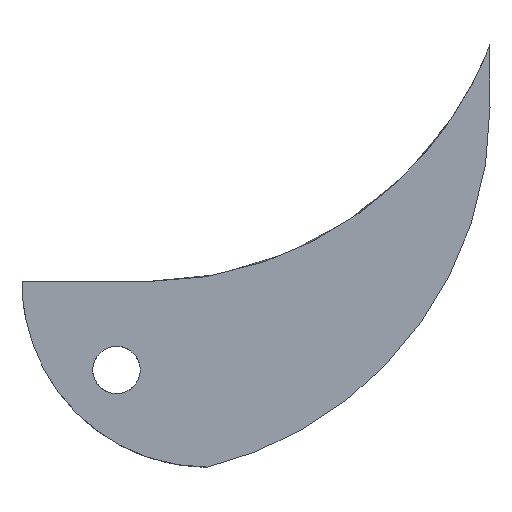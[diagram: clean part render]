
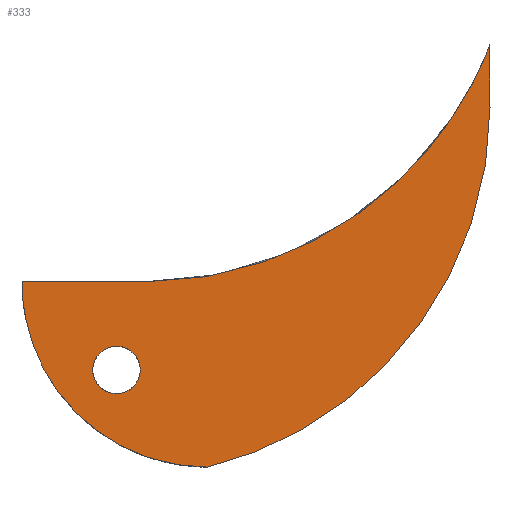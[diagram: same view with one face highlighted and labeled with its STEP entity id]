
A CAD part, front view. The second image highlights one B-rep face of the part: STEP entity #333.
In plain terms, the highlighted free-form (B-spline) face has degree [1, 1] with [2, 2] control points.
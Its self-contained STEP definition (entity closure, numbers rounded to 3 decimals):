
#14 = ORIENTED_EDGE ( 'NONE', *, *, #570, .F. ) ;
#24 = CARTESIAN_POINT ( 'NONE',  ( 30.695, 1959.327, 94.292 ) ) ;
#31 = FACE_BOUND ( 'NONE', #525, .T. ) ;
#33 = CARTESIAN_POINT ( 'NONE',  ( 30.695, 1959.327, 94.292 ) ) ;
#41 = CARTESIAN_POINT ( 'NONE',  ( -27.101, 1959.327, -76.861 ) ) ;
#52 = CARTESIAN_POINT ( 'NONE',  ( -180.442, 1959.327, -100. ) ) ;
#59 =( BOUNDED_CURVE ( )  B_SPLINE_CURVE ( 3, ( #24, #435, #41, #219 ),
 .UNSPECIFIED., .F., .T. ) 
 B_SPLINE_CURVE_WITH_KNOTS ( ( 4, 4 ),
 ( 0., 1.331 ),
 .UNSPECIFIED. ) 
 CURVE ( )  GEOMETRIC_REPRESENTATION_ITEM ( )  RATIONAL_B_SPLINE_CURVE ( ( 0.958, 0.802, 0.776, 0.882 ) ) 
 REPRESENTATION_ITEM ( '' )  );
#63 = CARTESIAN_POINT ( 'NONE',  ( -221.863, 1959.327, 0. ) ) ;
#84 = CARTESIAN_POINT ( 'NONE',  ( -178.371, 1959.327, -34.744 ) ) ;
#89 = CARTESIAN_POINT ( 'NONE',  ( 30.695, 1959.327, 127.903 ) ) ;
#91 = CARTESIAN_POINT ( 'NONE',  ( -106.116, 1959.327, 6.189 ) ) ;
#102 = EDGE_CURVE ( 'NONE', #147, #948, #203, .T. ) ;
#123 = CARTESIAN_POINT ( 'NONE',  ( -13.55, 1959.328, 59.168 ) ) ;
#147 = VERTEX_POINT ( 'NONE', #89 ) ;
#174 = CARTESIAN_POINT ( 'NONE',  ( -149.328, 1959.327, 0. ) ) ;
#179 = EDGE_CURVE ( 'NONE', #384, #752, #374, .T. ) ;
#199 =( BOUNDED_CURVE ( )  B_SPLINE_CURVE ( 3, ( #223, #52, #720, #63 ),
 .UNSPECIFIED., .F., .T. ) 
 B_SPLINE_CURVE_WITH_KNOTS ( ( 4, 4 ),
 ( -1.571, 0. ),
 .UNSPECIFIED. ) 
 CURVE ( )  GEOMETRIC_REPRESENTATION_ITEM ( )  RATIONAL_B_SPLINE_CURVE ( ( 1., 0.805, 0.805, 1. ) ) 
 REPRESENTATION_ITEM ( '' )  );
#203 = B_SPLINE_CURVE_WITH_KNOTS ( 'NONE', 1,
 ( #222, #1026 ),
 .UNSPECIFIED., .F., .F.,
 ( 2, 2 ),
 ( -1., 0. ),
 .UNSPECIFIED. ) ;
#209 = CARTESIAN_POINT ( 'NONE',  ( 30.695, 1959.327, -101.367 ) ) ;
#212 = VERTEX_POINT ( 'NONE', #426 ) ;
#219 = CARTESIAN_POINT ( 'NONE',  ( -121.863, 1959.327, -100. ) ) ;
#222 = CARTESIAN_POINT ( 'NONE',  ( 30.695, 1959.327, 127.903 ) ) ;
#223 = CARTESIAN_POINT ( 'NONE',  ( -121.863, 1959.327, -100. ) ) ;
#250 = B_SPLINE_CURVE_WITH_KNOTS ( 'NONE', 1,
 ( #390, #470 ),
 .UNSPECIFIED., .F., .F.,
 ( 2, 2 ),
 ( 0., 1. ),
 .UNSPECIFIED. ) ;
#252 = CARTESIAN_POINT ( 'NONE',  ( -170.86, 1959.327, -60.39 ) ) ;
#259 = CARTESIAN_POINT ( 'NONE',  ( -44.39, 1959.328, 33.584 ) ) ;
#263 = CARTESIAN_POINT ( 'NONE',  ( -183.682, 1959.327, -40.056 ) ) ;
#265 = CARTESIAN_POINT ( 'NONE',  ( -155.858, 1959.327, 0. ) ) ;
#276 = EDGE_CURVE ( 'NONE', #752, #384, #710, .T. ) ;
#287 = VERTEX_POINT ( 'NONE', #430 ) ;
#291 = ORIENTED_EDGE ( 'NONE', *, *, #276, .F. ) ;
#293 = FACE_OUTER_BOUND ( 'NONE', #867, .T. ) ;
#332 = CARTESIAN_POINT ( 'NONE',  ( -63.117, 1959.327, 22.719 ) ) ;
#333 = ADVANCED_FACE ( 'NONE', ( #31, #293 ), #431, .F. ) ;
#334 = CARTESIAN_POINT ( 'NONE',  ( -170.86, 1959.327, -60.39 ) ) ;
#338 = CARTESIAN_POINT ( 'NONE',  ( -130.27, 1959.327, 1.536 ) ) ;
#353 = VERTEX_POINT ( 'NONE', #537 ) ;
#360 = CARTESIAN_POINT ( 'NONE',  ( 4.316, 1959.328, 79.929 ) ) ;
#361 = CARTESIAN_POINT ( 'NONE',  ( -223.379, 1959.327, -101.367 ) ) ;
#372 = CARTESIAN_POINT ( 'NONE',  ( 28.181, 1959.327, 121.398 ) ) ;
#374 =( BOUNDED_CURVE ( )  B_SPLINE_CURVE ( 3, ( #396, #84, #263, #1044, #483, #803, #252 ),
 .UNSPECIFIED., .F., .T. ) 
 B_SPLINE_CURVE_WITH_KNOTS ( ( 4, 3, 4 ),
 ( -3.142, -1.571, 0. ),
 .UNSPECIFIED. ) 
 CURVE ( )  GEOMETRIC_REPRESENTATION_ITEM ( )  RATIONAL_B_SPLINE_CURVE ( ( 1., 0.805, 0.805, 1., 0.805, 0.805, 1. ) ) 
 REPRESENTATION_ITEM ( '' )  );
#384 = VERTEX_POINT ( 'NONE', #1019 ) ;
#390 = CARTESIAN_POINT ( 'NONE',  ( -221.863, 1959.327, 0. ) ) ;
#396 = CARTESIAN_POINT ( 'NONE',  ( -170.86, 1959.327, -34.744 ) ) ;
#414 = CARTESIAN_POINT ( 'NONE',  ( -78.348, 1959.327, 15.55 ) ) ;
#415 = CARTESIAN_POINT ( 'NONE',  ( -145.214, 1959.327, -60.39 ) ) ;
#424 = CARTESIAN_POINT ( 'NONE',  ( -124.083, 1959.327, 2.436 ) ) ;
#426 = CARTESIAN_POINT ( 'NONE',  ( -221.863, 1959.327, 0. ) ) ;
#430 = CARTESIAN_POINT ( 'NONE',  ( -155.858, 1959.327, 0. ) ) ;
#431 = B_SPLINE_SURFACE_WITH_KNOTS ( 'NONE', 1, 1, ( 
 ( #527, #677 ),
 ( #209, #361 ) ),
 .UNSPECIFIED., .F., .F., .F.,
 ( 2, 2 ),
 ( 2, 2 ),
 ( 0., 1. ),
 ( 0., 1. ),
 .UNSPECIFIED. ) ;
#435 = CARTESIAN_POINT ( 'NONE',  ( 30.695, 1959.327, -0.162 ) ) ;
#452 = CARTESIAN_POINT ( 'NONE',  ( 25.19, 1959.327, 114.668 ) ) ;
#470 = CARTESIAN_POINT ( 'NONE',  ( -155.858, 1959.327, 0. ) ) ;
#478 = EDGE_CURVE ( 'NONE', #287, #147, #829, .T. ) ;
#483 = CARTESIAN_POINT ( 'NONE',  ( -183.682, 1959.327, -55.079 ) ) ;
#510 = CARTESIAN_POINT ( 'NONE',  ( -142.893, 1959.327, 0.318 ) ) ;
#511 = CARTESIAN_POINT ( 'NONE',  ( -170.86, 1959.327, -34.744 ) ) ;
#525 = EDGE_LOOP ( 'NONE', ( #939, #291 ) ) ;
#527 = CARTESIAN_POINT ( 'NONE',  ( 30.695, 1959.327, 129.271 ) ) ;
#537 = CARTESIAN_POINT ( 'NONE',  ( -121.863, 1959.327, -100. ) ) ;
#570 = EDGE_CURVE ( 'NONE', #948, #353, #59, .T. ) ;
#579 = CARTESIAN_POINT ( 'NONE',  ( -35.904, 1959.328, 39.646 ) ) ;
#586 = CARTESIAN_POINT ( 'NONE',  ( -94.667, 1959.327, 9.501 ) ) ;
#609 = ORIENTED_EDGE ( 'NONE', *, *, #1042, .F. ) ;
#636 = ORIENTED_EDGE ( 'NONE', *, *, #102, .F. ) ;
#660 = CARTESIAN_POINT ( 'NONE',  ( -145.214, 1959.327, -34.744 ) ) ;
#677 = CARTESIAN_POINT ( 'NONE',  ( -223.379, 1959.327, 129.271 ) ) ;
#681 = CARTESIAN_POINT ( 'NONE',  ( -1.151, 1959.328, 72.913 ) ) ;
#687 = CARTESIAN_POINT ( 'NONE',  ( 18.06, 1959.327, 100.94 ) ) ;
#710 =( BOUNDED_CURVE ( )  B_SPLINE_CURVE ( 3, ( #334, #415, #660, #511 ),
 .UNSPECIFIED., .F., .T. ) 
 B_SPLINE_CURVE_WITH_KNOTS ( ( 4, 4 ),
 ( -3.142, 0. ),
 .UNSPECIFIED. ) 
 CURVE ( )  GEOMETRIC_REPRESENTATION_ITEM ( )  RATIONAL_B_SPLINE_CURVE ( ( 1., 0.333, 0.333, 1. ) ) 
 REPRESENTATION_ITEM ( '' )  );
#711 = EDGE_CURVE ( 'NONE', #353, #212, #199, .T. ) ;
#720 = CARTESIAN_POINT ( 'NONE',  ( -221.863, 1959.327, -58.579 ) ) ;
#747 = CARTESIAN_POINT ( 'NONE',  ( -89.108, 1959.327, 11.386 ) ) ;
#752 = VERTEX_POINT ( 'NONE', #798 ) ;
#787 = ORIENTED_EDGE ( 'NONE', *, *, #711, .F. ) ;
#798 = CARTESIAN_POINT ( 'NONE',  ( -170.86, 1959.327, -60.39 ) ) ;
#803 = CARTESIAN_POINT ( 'NONE',  ( -178.371, 1959.327, -60.39 ) ) ;
#817 = CARTESIAN_POINT ( 'NONE',  ( -112.006, 1959.327, 4.762 ) ) ;
#822 = CARTESIAN_POINT ( 'NONE',  ( -73.145, 1959.327, 17.828 ) ) ;
#829 = B_SPLINE_CURVE_WITH_KNOTS ( 'NONE', 3,
 ( #265, #174, #510, #338, #424, #817, #91, #586, #747, #414, #822, #332, #980, #259, #579, #902, #123, #681, #360, #925, #687, #452, #372, #930 ),
 .UNSPECIFIED., .F., .F.,
 ( 4, 2, 2, 2, 2, 2, 2, 2, 2, 2, 2, 4 ),
 ( 0., 0.063, 0.125, 0.188, 0.25, 0.313, 0.375, 0.5, 0.625, 0.75, 0.875, 1. ),
 .UNSPECIFIED. ) ;
#867 = EDGE_LOOP ( 'NONE', ( #996, #609, #787, #14, #636 ) ) ;
#902 = CARTESIAN_POINT ( 'NONE',  ( -20.484, 1959.328, 52.439 ) ) ;
#925 = CARTESIAN_POINT ( 'NONE',  ( 13.921, 1959.327, 93.942 ) ) ;
#930 = CARTESIAN_POINT ( 'NONE',  ( 30.695, 1959.327, 127.903 ) ) ;
#939 = ORIENTED_EDGE ( 'NONE', *, *, #179, .F. ) ;
#948 = VERTEX_POINT ( 'NONE', #33 ) ;
#980 = CARTESIAN_POINT ( 'NONE',  ( -58.29, 1959.327, 25.331 ) ) ;
#996 = ORIENTED_EDGE ( 'NONE', *, *, #478, .F. ) ;
#1019 = CARTESIAN_POINT ( 'NONE',  ( -170.86, 1959.327, -34.744 ) ) ;
#1026 = CARTESIAN_POINT ( 'NONE',  ( 30.695, 1959.327, 94.292 ) ) ;
#1042 = EDGE_CURVE ( 'NONE', #212, #287, #250, .T. ) ;
#1044 = CARTESIAN_POINT ( 'NONE',  ( -183.682, 1959.327, -47.567 ) ) ;
